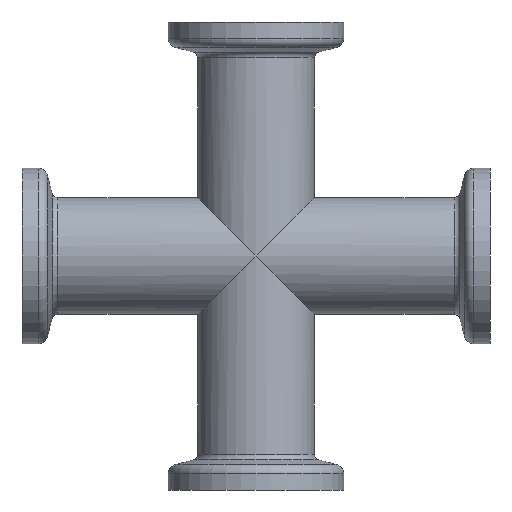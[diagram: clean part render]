
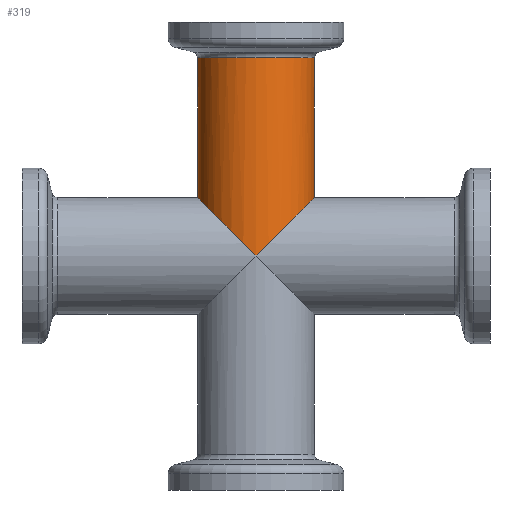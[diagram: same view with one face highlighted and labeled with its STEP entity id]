
A CAD part, front view. The second image highlights one B-rep face of the part: STEP entity #319.
In plain terms, the highlighted cylindrical face has radius 10 mm (diameter 20 mm), a full revolution.
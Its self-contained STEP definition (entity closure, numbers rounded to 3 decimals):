
#39=CIRCLE('',#369,10.);
#69=ORIENTED_EDGE('',*,*,#132,.T.);
#70=ORIENTED_EDGE('',*,*,#133,.F.);
#71=ORIENTED_EDGE('',*,*,#129,.T.);
#129=EDGE_CURVE('',#161,#160,#187,.T.);
#132=EDGE_CURVE('',#163,#163,#39,.T.);
#133=EDGE_CURVE('',#161,#160,#189,.T.);
#160=VERTEX_POINT('',#551);
#161=VERTEX_POINT('',#552);
#163=VERTEX_POINT('',#560);
#187=ELLIPSE('',#364,14.142,10.);
#189=ELLIPSE('',#370,14.142,10.);
#198=EDGE_LOOP('',(#69));
#199=EDGE_LOOP('',(#70,#71));
#254=FACE_BOUND('',#198,.T.);
#255=FACE_BOUND('',#199,.T.);
#307=CYLINDRICAL_SURFACE('',#368,10.);
#319=ADVANCED_FACE('',(#254,#255),#307,.T.);
#364=AXIS2_PLACEMENT_3D('',#553,#433,#434);
#368=AXIS2_PLACEMENT_3D('',#558,#441,#442);
#369=AXIS2_PLACEMENT_3D('',#559,#443,#444);
#370=AXIS2_PLACEMENT_3D('',#561,#445,#446);
#433=DIRECTION('',(-0.707,0.,0.707));
#434=DIRECTION('',(-0.707,0.,-0.707));
#441=DIRECTION('',(0.,0.,-1.));
#442=DIRECTION('',(-1.,0.,0.));
#443=DIRECTION('',(0.,0.,-1.));
#444=DIRECTION('',(-1.,0.,0.));
#445=DIRECTION('',(-0.707,0.,-0.707));
#446=DIRECTION('',(0.707,0.,-0.707));
#551=CARTESIAN_POINT('',(0.,10.,0.));
#552=CARTESIAN_POINT('',(0.,-10.,0.));
#553=CARTESIAN_POINT('',(0.,0.,0.));
#558=CARTESIAN_POINT('',(0.,0.,0.));
#559=CARTESIAN_POINT('',(0.,0.,33.893));
#560=CARTESIAN_POINT('',(-10.,0.,33.893));
#561=CARTESIAN_POINT('',(0.,0.,0.));
